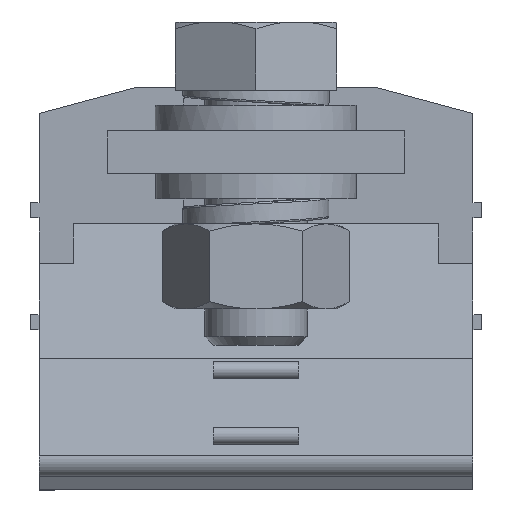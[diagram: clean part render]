
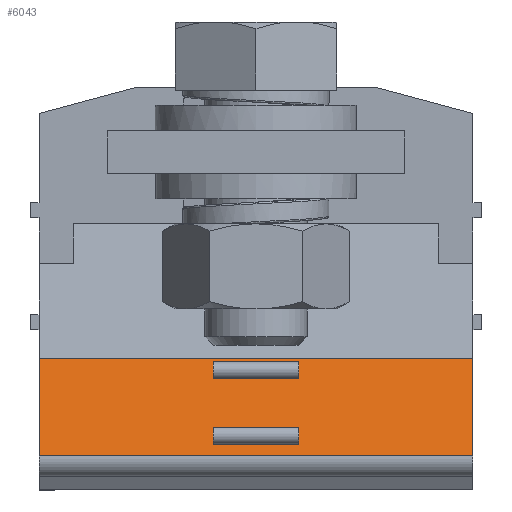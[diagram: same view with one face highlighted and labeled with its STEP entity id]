
A CAD part, front view. The second image highlights one B-rep face of the part: STEP entity #6043.
In plain terms, the highlighted planar face has unit normal (0, -0.966, 0.259).
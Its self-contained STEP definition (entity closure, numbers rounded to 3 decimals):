
#329=LINE('',#7816,#708);
#330=LINE('',#7820,#709);
#331=LINE('',#7822,#710);
#332=LINE('',#7824,#711);
#333=LINE('',#7825,#712);
#334=LINE('',#7828,#713);
#335=LINE('',#7830,#714);
#336=LINE('',#7832,#715);
#337=LINE('',#7833,#716);
#338=LINE('',#7836,#717);
#339=LINE('',#7838,#718);
#340=LINE('',#7840,#719);
#708=VECTOR('',#6726,1000.);
#709=VECTOR('',#6731,1000.);
#710=VECTOR('',#6732,1000.);
#711=VECTOR('',#6733,1000.);
#712=VECTOR('',#6734,1000.);
#713=VECTOR('',#6735,1000.);
#714=VECTOR('',#6736,1000.);
#715=VECTOR('',#6737,1000.);
#716=VECTOR('',#6738,1000.);
#717=VECTOR('',#6739,1000.);
#718=VECTOR('',#6740,1000.);
#719=VECTOR('',#6741,1000.);
#1106=ORIENTED_EDGE('',*,*,#2370,.F.);
#1107=ORIENTED_EDGE('',*,*,#2368,.T.);
#1108=ORIENTED_EDGE('',*,*,#2371,.T.);
#1109=ORIENTED_EDGE('',*,*,#2372,.F.);
#1110=ORIENTED_EDGE('',*,*,#2373,.F.);
#1111=ORIENTED_EDGE('',*,*,#2374,.F.);
#1112=ORIENTED_EDGE('',*,*,#2375,.T.);
#1113=ORIENTED_EDGE('',*,*,#2376,.F.);
#1114=ORIENTED_EDGE('',*,*,#2377,.F.);
#1115=ORIENTED_EDGE('',*,*,#2378,.T.);
#1116=ORIENTED_EDGE('',*,*,#2379,.F.);
#1117=ORIENTED_EDGE('',*,*,#2380,.F.);
#2368=EDGE_CURVE('',#2998,#2997,#329,.T.);
#2370=EDGE_CURVE('',#2998,#2999,#330,.T.);
#2371=EDGE_CURVE('',#2997,#3000,#331,.T.);
#2372=EDGE_CURVE('',#2999,#3000,#332,.T.);
#2373=EDGE_CURVE('',#3001,#3002,#333,.T.);
#2374=EDGE_CURVE('',#3003,#3001,#334,.T.);
#2375=EDGE_CURVE('',#3003,#3004,#335,.T.);
#2376=EDGE_CURVE('',#3002,#3004,#336,.T.);
#2377=EDGE_CURVE('',#3005,#3006,#337,.T.);
#2378=EDGE_CURVE('',#3005,#3007,#338,.T.);
#2379=EDGE_CURVE('',#3008,#3007,#339,.T.);
#2380=EDGE_CURVE('',#3006,#3008,#340,.T.);
#2997=VERTEX_POINT('',#7815);
#2998=VERTEX_POINT('',#7817);
#2999=VERTEX_POINT('',#7821);
#3000=VERTEX_POINT('',#7823);
#3001=VERTEX_POINT('',#7826);
#3002=VERTEX_POINT('',#7827);
#3003=VERTEX_POINT('',#7829);
#3004=VERTEX_POINT('',#7831);
#3005=VERTEX_POINT('',#7834);
#3006=VERTEX_POINT('',#7835);
#3007=VERTEX_POINT('',#7837);
#3008=VERTEX_POINT('',#7839);
#3505=EDGE_LOOP('',(#1106,#1107,#1108,#1109));
#3506=EDGE_LOOP('',(#1110,#1111,#1112,#1113));
#3507=EDGE_LOOP('',(#1114,#1115,#1116,#1117));
#3808=FACE_BOUND('',#3505,.T.);
#3809=FACE_BOUND('',#3506,.T.);
#3810=FACE_BOUND('',#3507,.T.);
#4108=PLANE('',#6307);
#6043=ADVANCED_FACE('',(#3808,#3809,#3810),#4108,.T.);
#6307=AXIS2_PLACEMENT_3D('',#7819,#6729,#6730);
#6726=DIRECTION('',(1.,0.,0.));
#6729=DIRECTION('',(0.,-0.966,0.259));
#6730=DIRECTION('',(0.,-0.259,-0.966));
#6731=DIRECTION('',(0.,0.259,0.966));
#6732=DIRECTION('',(0.,0.259,0.966));
#6733=DIRECTION('',(1.,0.,0.));
#6734=DIRECTION('',(0.,0.259,0.966));
#6735=DIRECTION('',(1.,0.,0.));
#6736=DIRECTION('',(0.,0.259,0.966));
#6737=DIRECTION('',(-1.,0.,0.));
#6738=DIRECTION('',(1.,0.,0.));
#6739=DIRECTION('',(0.,0.259,0.966));
#6740=DIRECTION('',(-1.,0.,0.));
#6741=DIRECTION('',(0.,0.259,0.966));
#7815=CARTESIAN_POINT('',(25.799,-2.598,8.897));
#7816=CARTESIAN_POINT('',(18.801,-2.598,8.897));
#7817=CARTESIAN_POINT('',(-25.201,-2.598,8.897));
#7819=CARTESIAN_POINT('',(18.801,0.,18.595));
#7820=CARTESIAN_POINT('',(-25.201,-2.598,8.897));
#7821=CARTESIAN_POINT('',(-25.201,0.46,20.312));
#7822=CARTESIAN_POINT('',(25.799,-2.598,8.897));
#7823=CARTESIAN_POINT('',(25.799,0.46,20.312));
#7824=CARTESIAN_POINT('',(-25.201,0.46,20.312));
#7825=CARTESIAN_POINT('',(5.299,-0.711,15.942));
#7826=CARTESIAN_POINT('',(5.299,-0.183,17.912));
#7827=CARTESIAN_POINT('',(5.299,0.353,19.912));
#7828=CARTESIAN_POINT('',(-4.701,-0.183,17.912));
#7829=CARTESIAN_POINT('',(-4.701,-0.183,17.912));
#7830=CARTESIAN_POINT('',(-4.701,-0.711,15.942));
#7831=CARTESIAN_POINT('',(-4.701,0.353,19.912));
#7832=CARTESIAN_POINT('',(-4.701,0.353,19.912));
#7833=CARTESIAN_POINT('',(-4.701,-2.234,10.256));
#7834=CARTESIAN_POINT('',(-4.701,-2.234,10.256));
#7835=CARTESIAN_POINT('',(5.299,-2.234,10.256));
#7836=CARTESIAN_POINT('',(-4.701,-2.719,8.449));
#7837=CARTESIAN_POINT('',(-4.701,-1.698,12.256));
#7838=CARTESIAN_POINT('',(-4.701,-1.698,12.256));
#7839=CARTESIAN_POINT('',(5.299,-1.698,12.256));
#7840=CARTESIAN_POINT('',(5.299,-2.719,8.449));
